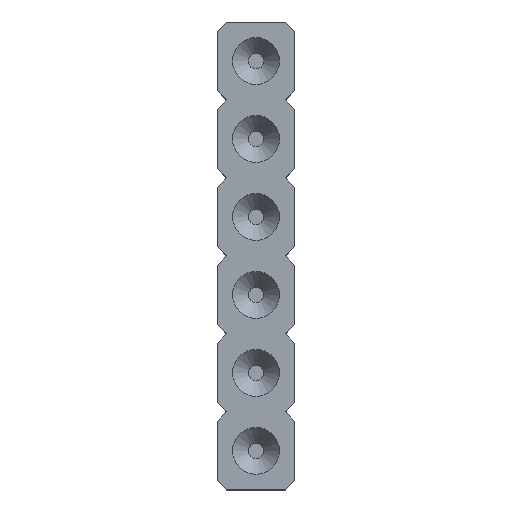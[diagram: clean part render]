
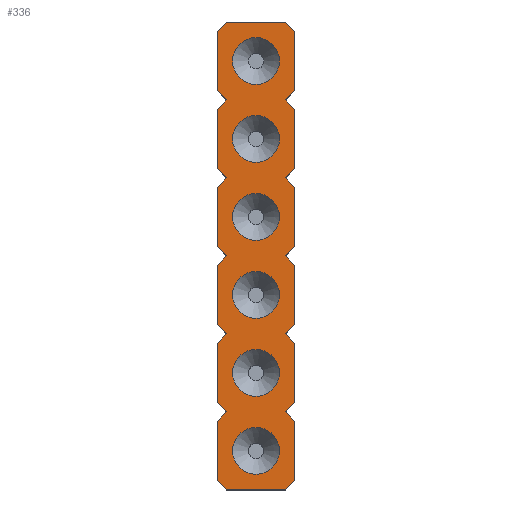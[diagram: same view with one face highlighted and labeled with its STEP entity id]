
A CAD part, top view. The second image highlights one B-rep face of the part: STEP entity #336.
In plain terms, the highlighted planar face has unit normal (0, 0, 1).
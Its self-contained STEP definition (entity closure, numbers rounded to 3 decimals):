
#13=DIRECTION('',(0.,0.,1.));
#24=VERTEX_POINT('',#25);
#25=CARTESIAN_POINT('',(-0.97,-13.97,4.2));
#28=ORIENTED_EDGE('',*,*,#29,.T.);
#29=EDGE_CURVE('',#24,#30,#32,.T.);
#30=VERTEX_POINT('',#31);
#31=CARTESIAN_POINT('',(-1.27,-13.67,4.2));
#32=LINE('',#25,#33);
#33=VECTOR('',#34,1.);
#34=DIRECTION('',(-0.707,0.707,0.));
#45=DIRECTION('',(-0.707,-0.707,0.));
#53=VERTEX_POINT('',#54);
#54=CARTESIAN_POINT('',(0.97,-13.97,4.2));
#56=ORIENTED_EDGE('',*,*,#57,.T.);
#57=EDGE_CURVE('',#53,#24,#58,.T.);
#58=LINE('',#54,#59);
#59=VECTOR('',#60,1.);
#60=DIRECTION('',(-1.,0.,0.));
#72=ORIENTED_EDGE('',*,*,#73,.T.);
#73=EDGE_CURVE('',#30,#74,#76,.T.);
#74=VERTEX_POINT('',#75);
#75=CARTESIAN_POINT('',(-1.27,-11.73,4.2));
#76=LINE('',#31,#77);
#77=VECTOR('',#78,1.);
#78=DIRECTION('',(0.,1.,0.));
#89=DIRECTION('',(-1.,0.,0.));
#100=VECTOR('',#101,1.);
#101=DIRECTION('',(0.707,0.707,0.));
#182=VECTOR('',#183,1.);
#183=DIRECTION('',(1.,0.,0.));
#189=VECTOR('',#190,1.);
#190=DIRECTION('',(0.707,-0.707,0.));
#196=VECTOR('',#197,1.);
#197=DIRECTION('',(0.,-1.,0.));
#203=VECTOR('',#45,1.);
#335=DIRECTION('',(-0.,-0.,-1.));
#336=ADVANCED_FACE('',(#337,#512,#525,#538,#551,#564,#577),#590,.F.);
#337=FACE_BOUND('',#338,.F.);
#338=EDGE_LOOP('',(#28,#72,#339,#344,#349,#354,#359,#364,#369,#374,#379,#384,#389,#394,#399,#404,#409,#414,#419,#424,#429,#434,#439,#444,#449,#454,#459,#464,#469,#474,#479,#484,#489,#494,#499,#504,#509,#56));
#339=ORIENTED_EDGE('',*,*,#340,.T.);
#340=EDGE_CURVE('',#74,#341,#343,.T.);
#341=VERTEX_POINT('',#342);
#342=CARTESIAN_POINT('',(-0.97,-11.43,4.2));
#343=LINE('',#75,#100);
#344=ORIENTED_EDGE('',*,*,#345,.T.);
#345=EDGE_CURVE('',#341,#346,#348,.T.);
#346=VERTEX_POINT('',#347);
#347=CARTESIAN_POINT('',(-1.27,-11.13,4.2));
#348=LINE('',#342,#33);
#349=ORIENTED_EDGE('',*,*,#350,.T.);
#350=EDGE_CURVE('',#346,#351,#353,.T.);
#351=VERTEX_POINT('',#352);
#352=CARTESIAN_POINT('',(-1.27,-9.19,4.2));
#353=LINE('',#347,#77);
#354=ORIENTED_EDGE('',*,*,#355,.T.);
#355=EDGE_CURVE('',#351,#356,#358,.T.);
#356=VERTEX_POINT('',#357);
#357=CARTESIAN_POINT('',(-0.97,-8.89,4.2));
#358=LINE('',#352,#100);
#359=ORIENTED_EDGE('',*,*,#360,.T.);
#360=EDGE_CURVE('',#356,#361,#363,.T.);
#361=VERTEX_POINT('',#362);
#362=CARTESIAN_POINT('',(-1.27,-8.59,4.2));
#363=LINE('',#357,#33);
#364=ORIENTED_EDGE('',*,*,#365,.T.);
#365=EDGE_CURVE('',#361,#366,#368,.T.);
#366=VERTEX_POINT('',#367);
#367=CARTESIAN_POINT('',(-1.27,-6.65,4.2));
#368=LINE('',#362,#77);
#369=ORIENTED_EDGE('',*,*,#370,.T.);
#370=EDGE_CURVE('',#366,#371,#373,.T.);
#371=VERTEX_POINT('',#372);
#372=CARTESIAN_POINT('',(-0.97,-6.35,4.2));
#373=LINE('',#367,#100);
#374=ORIENTED_EDGE('',*,*,#375,.T.);
#375=EDGE_CURVE('',#371,#376,#378,.T.);
#376=VERTEX_POINT('',#377);
#377=CARTESIAN_POINT('',(-1.27,-6.05,4.2));
#378=LINE('',#372,#33);
#379=ORIENTED_EDGE('',*,*,#380,.T.);
#380=EDGE_CURVE('',#376,#381,#383,.T.);
#381=VERTEX_POINT('',#382);
#382=CARTESIAN_POINT('',(-1.27,-4.11,4.2));
#383=LINE('',#377,#77);
#384=ORIENTED_EDGE('',*,*,#385,.T.);
#385=EDGE_CURVE('',#381,#386,#388,.T.);
#386=VERTEX_POINT('',#387);
#387=CARTESIAN_POINT('',(-0.97,-3.81,4.2));
#388=LINE('',#382,#100);
#389=ORIENTED_EDGE('',*,*,#390,.T.);
#390=EDGE_CURVE('',#386,#391,#393,.T.);
#391=VERTEX_POINT('',#392);
#392=CARTESIAN_POINT('',(-1.27,-3.51,4.2));
#393=LINE('',#387,#33);
#394=ORIENTED_EDGE('',*,*,#395,.T.);
#395=EDGE_CURVE('',#391,#396,#398,.T.);
#396=VERTEX_POINT('',#397);
#397=CARTESIAN_POINT('',(-1.27,-1.57,4.2));
#398=LINE('',#392,#77);
#399=ORIENTED_EDGE('',*,*,#400,.T.);
#400=EDGE_CURVE('',#396,#401,#403,.T.);
#401=VERTEX_POINT('',#402);
#402=CARTESIAN_POINT('',(-0.97,-1.27,4.2));
#403=LINE('',#397,#100);
#404=ORIENTED_EDGE('',*,*,#405,.T.);
#405=EDGE_CURVE('',#401,#406,#408,.T.);
#406=VERTEX_POINT('',#407);
#407=CARTESIAN_POINT('',(-1.27,-0.97,4.2));
#408=LINE('',#402,#33);
#409=ORIENTED_EDGE('',*,*,#410,.T.);
#410=EDGE_CURVE('',#406,#411,#413,.T.);
#411=VERTEX_POINT('',#412);
#412=CARTESIAN_POINT('',(-1.27,0.97,4.2));
#413=LINE('',#407,#77);
#414=ORIENTED_EDGE('',*,*,#415,.T.);
#415=EDGE_CURVE('',#411,#416,#418,.T.);
#416=VERTEX_POINT('',#417);
#417=CARTESIAN_POINT('',(-0.97,1.27,4.2));
#418=LINE('',#412,#100);
#419=ORIENTED_EDGE('',*,*,#420,.T.);
#420=EDGE_CURVE('',#416,#421,#423,.T.);
#421=VERTEX_POINT('',#422);
#422=CARTESIAN_POINT('',(0.97,1.27,4.2));
#423=LINE('',#417,#182);
#424=ORIENTED_EDGE('',*,*,#425,.T.);
#425=EDGE_CURVE('',#421,#426,#428,.T.);
#426=VERTEX_POINT('',#427);
#427=CARTESIAN_POINT('',(1.27,0.97,4.2));
#428=LINE('',#422,#189);
#429=ORIENTED_EDGE('',*,*,#430,.T.);
#430=EDGE_CURVE('',#426,#431,#433,.T.);
#431=VERTEX_POINT('',#432);
#432=CARTESIAN_POINT('',(1.27,-0.97,4.2));
#433=LINE('',#427,#196);
#434=ORIENTED_EDGE('',*,*,#435,.T.);
#435=EDGE_CURVE('',#431,#436,#438,.T.);
#436=VERTEX_POINT('',#437);
#437=CARTESIAN_POINT('',(0.97,-1.27,4.2));
#438=LINE('',#432,#203);
#439=ORIENTED_EDGE('',*,*,#440,.T.);
#440=EDGE_CURVE('',#436,#441,#443,.T.);
#441=VERTEX_POINT('',#442);
#442=CARTESIAN_POINT('',(1.27,-1.57,4.2));
#443=LINE('',#437,#189);
#444=ORIENTED_EDGE('',*,*,#445,.T.);
#445=EDGE_CURVE('',#441,#446,#448,.T.);
#446=VERTEX_POINT('',#447);
#447=CARTESIAN_POINT('',(1.27,-3.51,4.2));
#448=LINE('',#442,#196);
#449=ORIENTED_EDGE('',*,*,#450,.T.);
#450=EDGE_CURVE('',#446,#451,#453,.T.);
#451=VERTEX_POINT('',#452);
#452=CARTESIAN_POINT('',(0.97,-3.81,4.2));
#453=LINE('',#447,#203);
#454=ORIENTED_EDGE('',*,*,#455,.T.);
#455=EDGE_CURVE('',#451,#456,#458,.T.);
#456=VERTEX_POINT('',#457);
#457=CARTESIAN_POINT('',(1.27,-4.11,4.2));
#458=LINE('',#452,#189);
#459=ORIENTED_EDGE('',*,*,#460,.T.);
#460=EDGE_CURVE('',#456,#461,#463,.T.);
#461=VERTEX_POINT('',#462);
#462=CARTESIAN_POINT('',(1.27,-6.05,4.2));
#463=LINE('',#457,#196);
#464=ORIENTED_EDGE('',*,*,#465,.T.);
#465=EDGE_CURVE('',#461,#466,#468,.T.);
#466=VERTEX_POINT('',#467);
#467=CARTESIAN_POINT('',(0.97,-6.35,4.2));
#468=LINE('',#462,#203);
#469=ORIENTED_EDGE('',*,*,#470,.T.);
#470=EDGE_CURVE('',#466,#471,#473,.T.);
#471=VERTEX_POINT('',#472);
#472=CARTESIAN_POINT('',(1.27,-6.65,4.2));
#473=LINE('',#467,#189);
#474=ORIENTED_EDGE('',*,*,#475,.T.);
#475=EDGE_CURVE('',#471,#476,#478,.T.);
#476=VERTEX_POINT('',#477);
#477=CARTESIAN_POINT('',(1.27,-8.59,4.2));
#478=LINE('',#472,#196);
#479=ORIENTED_EDGE('',*,*,#480,.T.);
#480=EDGE_CURVE('',#476,#481,#483,.T.);
#481=VERTEX_POINT('',#482);
#482=CARTESIAN_POINT('',(0.97,-8.89,4.2));
#483=LINE('',#477,#203);
#484=ORIENTED_EDGE('',*,*,#485,.T.);
#485=EDGE_CURVE('',#481,#486,#488,.T.);
#486=VERTEX_POINT('',#487);
#487=CARTESIAN_POINT('',(1.27,-9.19,4.2));
#488=LINE('',#482,#189);
#489=ORIENTED_EDGE('',*,*,#490,.T.);
#490=EDGE_CURVE('',#486,#491,#493,.T.);
#491=VERTEX_POINT('',#492);
#492=CARTESIAN_POINT('',(1.27,-11.13,4.2));
#493=LINE('',#487,#196);
#494=ORIENTED_EDGE('',*,*,#495,.T.);
#495=EDGE_CURVE('',#491,#496,#498,.T.);
#496=VERTEX_POINT('',#497);
#497=CARTESIAN_POINT('',(0.97,-11.43,4.2));
#498=LINE('',#492,#203);
#499=ORIENTED_EDGE('',*,*,#500,.T.);
#500=EDGE_CURVE('',#496,#501,#503,.T.);
#501=VERTEX_POINT('',#502);
#502=CARTESIAN_POINT('',(1.27,-11.73,4.2));
#503=LINE('',#497,#189);
#504=ORIENTED_EDGE('',*,*,#505,.T.);
#505=EDGE_CURVE('',#501,#506,#508,.T.);
#506=VERTEX_POINT('',#507);
#507=CARTESIAN_POINT('',(1.27,-13.67,4.2));
#508=LINE('',#502,#196);
#509=ORIENTED_EDGE('',*,*,#510,.T.);
#510=EDGE_CURVE('',#506,#53,#511,.T.);
#511=LINE('',#507,#203);
#512=FACE_BOUND('',#513,.F.);
#513=EDGE_LOOP('',(#514,#523));
#514=ORIENTED_EDGE('',*,*,#515,.T.);
#515=EDGE_CURVE('',#516,#518,#520,.T.);
#516=VERTEX_POINT('',#517);
#517=CARTESIAN_POINT('',(0.762,-12.7,4.2));
#518=VERTEX_POINT('',#519);
#519=CARTESIAN_POINT('',(-0.762,-12.7,4.2));
#520=CIRCLE('',#521,0.762);
#521=AXIS2_PLACEMENT_3D('',#522,#13,#183);
#522=CARTESIAN_POINT('',(0.,-12.7,4.2));
#523=ORIENTED_EDGE('',*,*,#524,.T.);
#524=EDGE_CURVE('',#518,#516,#520,.T.);
#525=FACE_BOUND('',#526,.F.);
#526=EDGE_LOOP('',(#527,#536));
#527=ORIENTED_EDGE('',*,*,#528,.T.);
#528=EDGE_CURVE('',#529,#531,#533,.T.);
#529=VERTEX_POINT('',#530);
#530=CARTESIAN_POINT('',(0.762,-10.16,4.2));
#531=VERTEX_POINT('',#532);
#532=CARTESIAN_POINT('',(-0.762,-10.16,4.2));
#533=CIRCLE('',#534,0.762);
#534=AXIS2_PLACEMENT_3D('',#535,#13,#183);
#535=CARTESIAN_POINT('',(0.,-10.16,4.2));
#536=ORIENTED_EDGE('',*,*,#537,.T.);
#537=EDGE_CURVE('',#531,#529,#533,.T.);
#538=FACE_BOUND('',#539,.F.);
#539=EDGE_LOOP('',(#540,#549));
#540=ORIENTED_EDGE('',*,*,#541,.T.);
#541=EDGE_CURVE('',#542,#544,#546,.T.);
#542=VERTEX_POINT('',#543);
#543=CARTESIAN_POINT('',(0.762,-7.62,4.2));
#544=VERTEX_POINT('',#545);
#545=CARTESIAN_POINT('',(-0.762,-7.62,4.2));
#546=CIRCLE('',#547,0.762);
#547=AXIS2_PLACEMENT_3D('',#548,#13,#183);
#548=CARTESIAN_POINT('',(0.,-7.62,4.2));
#549=ORIENTED_EDGE('',*,*,#550,.T.);
#550=EDGE_CURVE('',#544,#542,#546,.T.);
#551=FACE_BOUND('',#552,.F.);
#552=EDGE_LOOP('',(#553,#562));
#553=ORIENTED_EDGE('',*,*,#554,.T.);
#554=EDGE_CURVE('',#555,#557,#559,.T.);
#555=VERTEX_POINT('',#556);
#556=CARTESIAN_POINT('',(0.762,-5.08,4.2));
#557=VERTEX_POINT('',#558);
#558=CARTESIAN_POINT('',(-0.762,-5.08,4.2));
#559=CIRCLE('',#560,0.762);
#560=AXIS2_PLACEMENT_3D('',#561,#13,#183);
#561=CARTESIAN_POINT('',(0.,-5.08,4.2));
#562=ORIENTED_EDGE('',*,*,#563,.T.);
#563=EDGE_CURVE('',#557,#555,#559,.T.);
#564=FACE_BOUND('',#565,.F.);
#565=EDGE_LOOP('',(#566,#575));
#566=ORIENTED_EDGE('',*,*,#567,.T.);
#567=EDGE_CURVE('',#568,#570,#572,.T.);
#568=VERTEX_POINT('',#569);
#569=CARTESIAN_POINT('',(0.762,-2.54,4.2));
#570=VERTEX_POINT('',#571);
#571=CARTESIAN_POINT('',(-0.762,-2.54,4.2));
#572=CIRCLE('',#573,0.762);
#573=AXIS2_PLACEMENT_3D('',#574,#13,#183);
#574=CARTESIAN_POINT('',(0.,-2.54,4.2));
#575=ORIENTED_EDGE('',*,*,#576,.T.);
#576=EDGE_CURVE('',#570,#568,#572,.T.);
#577=FACE_BOUND('',#578,.F.);
#578=EDGE_LOOP('',(#579,#588));
#579=ORIENTED_EDGE('',*,*,#580,.T.);
#580=EDGE_CURVE('',#581,#583,#585,.T.);
#581=VERTEX_POINT('',#582);
#582=CARTESIAN_POINT('',(0.762,0.,4.2));
#583=VERTEX_POINT('',#584);
#584=CARTESIAN_POINT('',(-0.762,0.,4.2));
#585=CIRCLE('',#586,0.762);
#586=AXIS2_PLACEMENT_3D('',#587,#13,#183);
#587=CARTESIAN_POINT('',(0.,0.,4.2));
#588=ORIENTED_EDGE('',*,*,#589,.T.);
#589=EDGE_CURVE('',#583,#581,#585,.T.);
#590=PLANE('',#591);
#591=AXIS2_PLACEMENT_3D('',#592,#335,#89);
#592=CARTESIAN_POINT('',(0.,-6.35,4.2));
